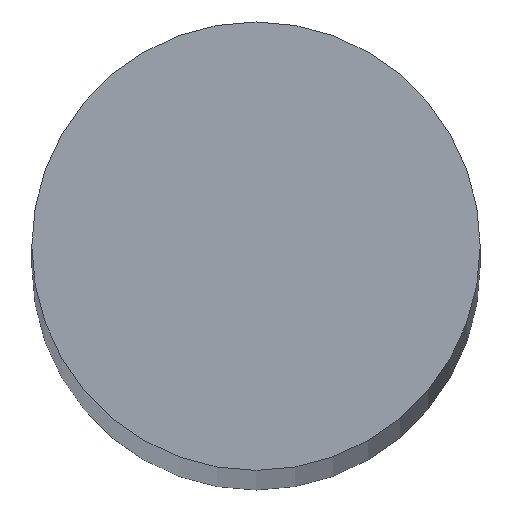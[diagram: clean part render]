
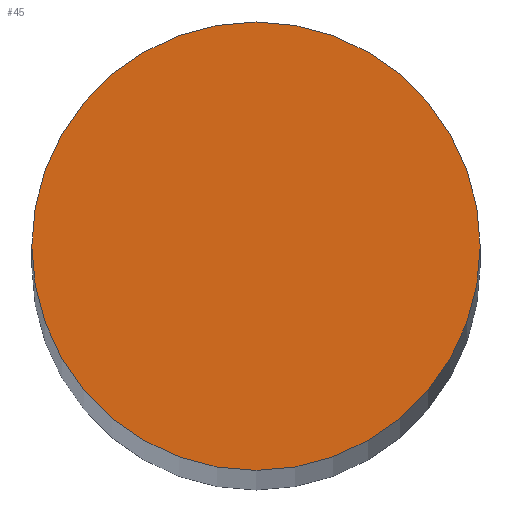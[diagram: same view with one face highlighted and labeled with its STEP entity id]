
A CAD part, top view. The second image highlights one B-rep face of the part: STEP entity #45.
In plain terms, the highlighted planar face has unit normal (0, 0, 1).
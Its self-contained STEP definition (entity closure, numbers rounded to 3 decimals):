
#24=FACE_OUTER_BOUND('',#27,.T.);
#27=EDGE_LOOP('',(#40));
#29=CIRCLE('',#64,4.);
#31=VERTEX_POINT('',#90);
#33=EDGE_CURVE('',#31,#31,#29,.T.);
#40=ORIENTED_EDGE('',*,*,#33,.T.);
#42=PLANE('',#65);
#45=ADVANCED_FACE('',(#24),#42,.T.);
#64=AXIS2_PLACEMENT_3D('',#91,#77,#78);
#65=AXIS2_PLACEMENT_3D('',#93,#80,#81);
#77=DIRECTION('center_axis',(0.,0.,1.));
#78=DIRECTION('ref_axis',(1.,0.,0.));
#80=DIRECTION('center_axis',(0.,0.,1.));
#81=DIRECTION('ref_axis',(1.,0.,0.));
#90=CARTESIAN_POINT('',(-4.,0.,100.));
#91=CARTESIAN_POINT('Origin',(0.,0.,100.));
#93=CARTESIAN_POINT('Origin',(0.,0.,100.));
